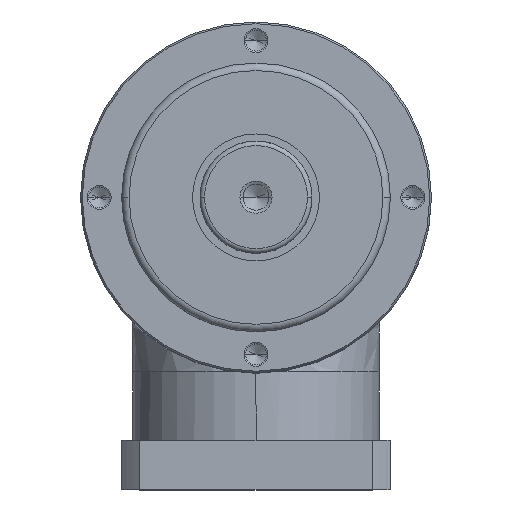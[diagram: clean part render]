
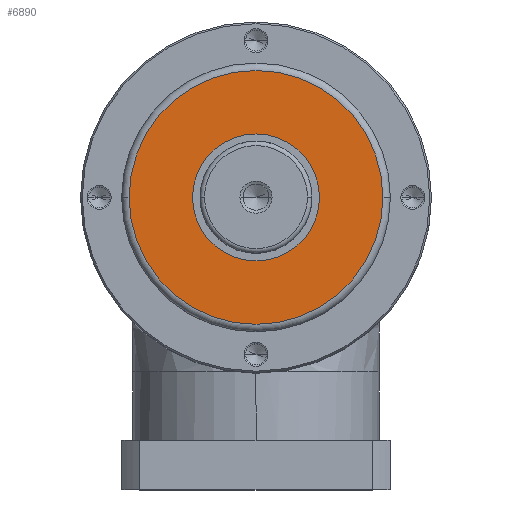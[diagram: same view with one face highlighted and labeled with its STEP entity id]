
A CAD part, top view. The second image highlights one B-rep face of the part: STEP entity #6890.
In plain terms, the highlighted planar face has unit normal (0, 0, 1).
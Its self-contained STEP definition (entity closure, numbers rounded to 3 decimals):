
#602 = PLANE ( 'NONE',  #2342 ) ;
#1058 = ORIENTED_EDGE ( 'NONE', *, *, #1515, .F. ) ;
#1097 = DIRECTION ( 'NONE',  ( 0., 0., 1. ) ) ;
#1206 = DIRECTION ( 'NONE',  ( 0., 0., 1. ) ) ;
#1308 = CARTESIAN_POINT ( 'NONE',  ( -85., 0., 155. ) ) ;
#1334 = ORIENTED_EDGE ( 'NONE', *, *, #3448, .T. ) ;
#1374 = CIRCLE ( 'NONE', #4449, 85. ) ;
#1515 = EDGE_CURVE ( 'NONE', #2492, #3399, #5166, .T. ) ;
#1876 = DIRECTION ( 'NONE',  ( 0., 0., 1. ) ) ;
#1894 = DIRECTION ( 'NONE',  ( 0., 0., 1. ) ) ;
#1971 = DIRECTION ( 'NONE',  ( 0., 0., 1. ) ) ;
#2007 = VERTEX_POINT ( 'NONE', #1308 ) ;
#2156 = AXIS2_PLACEMENT_3D ( 'NONE', #5605, #1971, #6212 ) ;
#2163 = CIRCLE ( 'NONE', #4005, 42.5 ) ;
#2342 = AXIS2_PLACEMENT_3D ( 'NONE', #2999, #1206, #5457 ) ;
#2461 = EDGE_LOOP ( 'NONE', ( #4674, #1334 ) ) ;
#2492 = VERTEX_POINT ( 'NONE', #3008 ) ;
#2895 = CARTESIAN_POINT ( 'NONE',  ( 85., 0., 155. ) ) ;
#2999 = CARTESIAN_POINT ( 'NONE',  ( 0., 0., 155. ) ) ;
#3008 = CARTESIAN_POINT ( 'NONE',  ( -42.5, 0., 155. ) ) ;
#3154 = CIRCLE ( 'NONE', #2156, 85. ) ;
#3200 = ORIENTED_EDGE ( 'NONE', *, *, #6168, .F. ) ;
#3399 = VERTEX_POINT ( 'NONE', #6158 ) ;
#3448 = EDGE_CURVE ( 'NONE', #2007, #6155, #3154, .T. ) ;
#3457 = EDGE_LOOP ( 'NONE', ( #3200, #1058 ) ) ;
#4005 = AXIS2_PLACEMENT_3D ( 'NONE', #4730, #1097, #5344 ) ;
#4031 = FACE_BOUND ( 'NONE', #3457, .T. ) ;
#4449 = AXIS2_PLACEMENT_3D ( 'NONE', #5516, #1876, #6121 ) ;
#4674 = ORIENTED_EDGE ( 'NONE', *, *, #7420, .T. ) ;
#4730 = CARTESIAN_POINT ( 'NONE',  ( 0., 0., 155. ) ) ;
#5166 = CIRCLE ( 'NONE', #7585, 42.5 ) ;
#5344 = DIRECTION ( 'NONE',  ( 1., 0., 0. ) ) ;
#5457 = DIRECTION ( 'NONE',  ( 1., 0., 0. ) ) ;
#5516 = CARTESIAN_POINT ( 'NONE',  ( 0., 0., 155. ) ) ;
#5531 = CARTESIAN_POINT ( 'NONE',  ( 0., 0., 155. ) ) ;
#5605 = CARTESIAN_POINT ( 'NONE',  ( 0., 0., 155. ) ) ;
#6121 = DIRECTION ( 'NONE',  ( 1., 0., 0. ) ) ;
#6144 = DIRECTION ( 'NONE',  ( 1., 0., 0. ) ) ;
#6155 = VERTEX_POINT ( 'NONE', #2895 ) ;
#6158 = CARTESIAN_POINT ( 'NONE',  ( 42.5, 0., 155. ) ) ;
#6168 = EDGE_CURVE ( 'NONE', #3399, #2492, #2163, .T. ) ;
#6212 = DIRECTION ( 'NONE',  ( 1., 0., 0. ) ) ;
#6890 = ADVANCED_FACE ( 'NONE', ( #7241, #4031 ), #602, .T. ) ;
#7241 = FACE_OUTER_BOUND ( 'NONE', #2461, .T. ) ;
#7420 = EDGE_CURVE ( 'NONE', #6155, #2007, #1374, .T. ) ;
#7585 = AXIS2_PLACEMENT_3D ( 'NONE', #5531, #1894, #6144 ) ;
